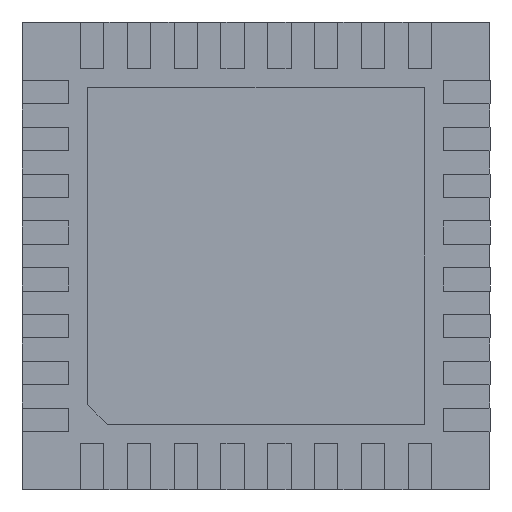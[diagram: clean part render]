
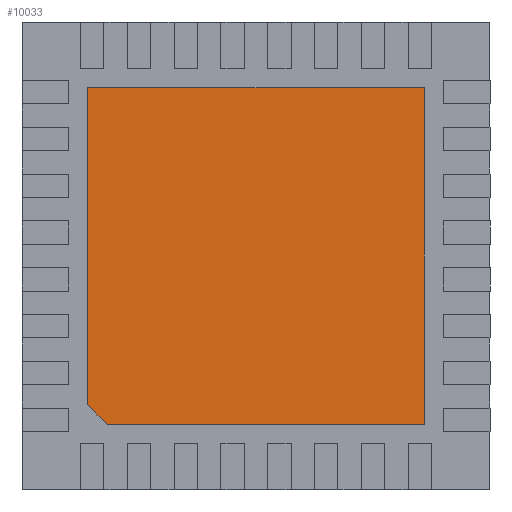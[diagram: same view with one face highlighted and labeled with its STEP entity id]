
A CAD part, front view. The second image highlights one B-rep face of the part: STEP entity #10033.
In plain terms, the highlighted planar face has unit normal (0, -1, 0).
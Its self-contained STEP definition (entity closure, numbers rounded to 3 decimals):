
#875=FACE_OUTER_BOUND('',#1407,.T.);
#1407=EDGE_LOOP('',(#8843,#8844,#8845,#8846,#8847));
#2381=LINE('',#16952,#3379);
#2385=LINE('',#16960,#3383);
#2388=LINE('',#16966,#3386);
#2391=LINE('',#16972,#3389);
#2394=LINE('',#16977,#3392);
#3379=VECTOR('',#12007,10.);
#3383=VECTOR('',#12013,10.);
#3386=VECTOR('',#12018,10.);
#3389=VECTOR('',#12023,10.);
#3392=VECTOR('',#12028,10.);
#4694=VERTEX_POINT('',#16950);
#4695=VERTEX_POINT('',#16951);
#4698=VERTEX_POINT('',#16959);
#4700=VERTEX_POINT('',#16965);
#4702=VERTEX_POINT('',#16971);
#6069=EDGE_CURVE('',#4694,#4695,#2381,.T.);
#6073=EDGE_CURVE('',#4698,#4694,#2385,.T.);
#6076=EDGE_CURVE('',#4700,#4698,#2388,.T.);
#6079=EDGE_CURVE('',#4702,#4700,#2391,.T.);
#6082=EDGE_CURVE('',#4695,#4702,#2394,.T.);
#8843=ORIENTED_EDGE('',*,*,#6082,.F.);
#8844=ORIENTED_EDGE('',*,*,#6069,.F.);
#8845=ORIENTED_EDGE('',*,*,#6073,.F.);
#8846=ORIENTED_EDGE('',*,*,#6076,.F.);
#8847=ORIENTED_EDGE('',*,*,#6079,.F.);
#9184=PLANE('',#10396);
#10033=ADVANCED_FACE('',(#875),#9184,.F.);
#10396=AXIS2_PLACEMENT_3D('',#16980,#12032,#12033);
#12007=DIRECTION('',(0.,0.,1.));
#12013=DIRECTION('',(-0.707,0.,0.707));
#12018=DIRECTION('',(-1.,0.,0.));
#12023=DIRECTION('',(0.,0.,-1.));
#12028=DIRECTION('',(1.,0.,0.));
#12032=DIRECTION('center_axis',(0.,1.,0.));
#12033=DIRECTION('ref_axis',(0.,0.,1.));
#16950=CARTESIAN_POINT('',(-1.8,0.,-1.588));
#16951=CARTESIAN_POINT('',(-1.8,0.,1.8));
#16952=CARTESIAN_POINT('',(-1.8,0.,-1.588));
#16959=CARTESIAN_POINT('',(-1.588,0.,-1.8));
#16960=CARTESIAN_POINT('',(-1.588,0.,-1.8));
#16965=CARTESIAN_POINT('',(1.8,0.,-1.8));
#16966=CARTESIAN_POINT('',(1.8,0.,-1.8));
#16971=CARTESIAN_POINT('',(1.8,0.,1.8));
#16972=CARTESIAN_POINT('',(1.8,0.,1.8));
#16977=CARTESIAN_POINT('',(-1.8,0.,1.8));
#16980=CARTESIAN_POINT('Origin',(0.016,0.,0.016));
